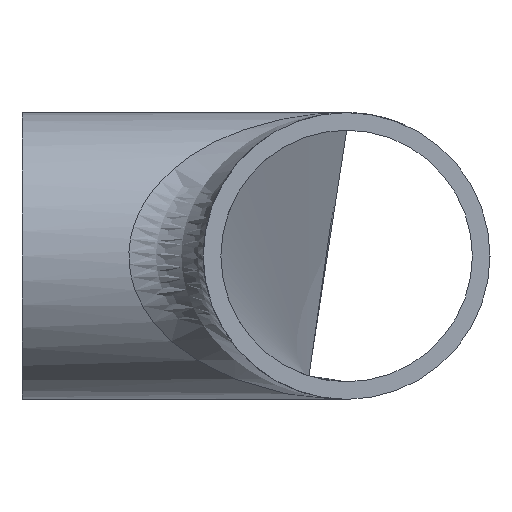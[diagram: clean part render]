
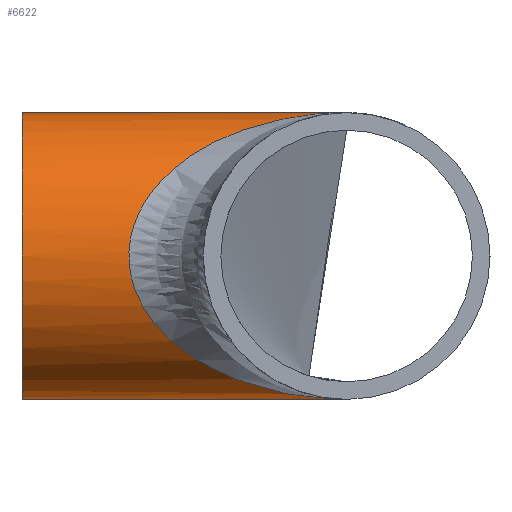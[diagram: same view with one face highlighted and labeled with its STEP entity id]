
A CAD part, left-side view. The second image highlights one B-rep face of the part: STEP entity #6622.
In plain terms, the highlighted cylindrical face has radius 21.2 mm (diameter 42.4 mm), a full revolution.
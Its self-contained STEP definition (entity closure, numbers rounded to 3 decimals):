
#54 = EDGE_CURVE ( 'NONE', #13078, #13078, #2145, .T. ) ;
#108 = CARTESIAN_POINT ( 'NONE',  ( 0., 0., -21.2 ) ) ;
#1299 = CARTESIAN_POINT ( 'NONE',  ( 0., 48., 21.2 ) ) ;
#1555 = VERTEX_POINT ( 'NONE', #3075 ) ;
#2145 = CIRCLE ( 'NONE', #12483, 21.2 ) ;
#2385 = CYLINDRICAL_SURFACE ( 'NONE', #11121, 21.2 ) ;
#3075 = CARTESIAN_POINT ( 'NONE',  ( 0., 0., 21.2 ) ) ;
#3079 = CARTESIAN_POINT ( 'NONE',  ( 0., 48., 0. ) ) ;
#3613 = ORIENTED_EDGE ( 'NONE', *, *, #4437, .T. ) ;
#4238 = CARTESIAN_POINT ( 'NONE',  ( 0., 48., 0. ) ) ;
#4437 = EDGE_CURVE ( 'NONE', #1555, #13907, #15349, .T. ) ;
#4634 = EDGE_CURVE ( 'NONE', #13907, #1555, #10298, .T. ) ;
#4796 = CARTESIAN_POINT ( 'NONE',  ( 42.4, 64.4, -21.2 ) ) ;
#5016 = ORIENTED_EDGE ( 'NONE', *, *, #54, .F. ) ;
#5393 = DIRECTION ( 'NONE',  ( 0., 1., 0. ) ) ;
#6317 = CARTESIAN_POINT ( 'NONE',  ( -42.4, 64.4, -21.2 ) ) ;
#6622 = ADVANCED_FACE ( 'NONE', ( #11652, #11275 ), #2385, .T. ) ;
#6672 = DIRECTION ( 'NONE',  ( 0., 0., 1. ) ) ;
#7897 = CARTESIAN_POINT ( 'NONE',  ( 0., 0., -21.2 ) ) ;
#7998 = DIRECTION ( 'NONE',  ( 0., -1., 0. ) ) ;
#8010 = ORIENTED_EDGE ( 'NONE', *, *, #4634, .T. ) ;
#8793 = CARTESIAN_POINT ( 'NONE',  ( 0., 0., 21.2 ) ) ;
#9890 = CARTESIAN_POINT ( 'NONE',  ( 0., 0., -21.2 ) ) ;
#10085 = CARTESIAN_POINT ( 'NONE',  ( -42.4, 64.4, 21.2 ) ) ;
#10298 =( BOUNDED_CURVE ( )  B_SPLINE_CURVE ( 3, ( #9890, #6317, #10085, #8793 ),
 .UNSPECIFIED., .F., .F. ) 
 B_SPLINE_CURVE_WITH_KNOTS ( ( 4, 4 ),
 ( 4.712, 7.854 ),
 .UNSPECIFIED. ) 
 CURVE ( )  GEOMETRIC_REPRESENTATION_ITEM ( )  RATIONAL_B_SPLINE_CURVE ( ( 1., 0.333, 0.333, 1. ) ) 
 REPRESENTATION_ITEM ( '' )  );
#10674 = CARTESIAN_POINT ( 'NONE',  ( 42.4, 64.4, 21.2 ) ) ;
#11121 = AXIS2_PLACEMENT_3D ( 'NONE', #3079, #7998, #11330 ) ;
#11275 = FACE_OUTER_BOUND ( 'NONE', #14814, .T. ) ;
#11330 = DIRECTION ( 'NONE',  ( 0., 0., -1. ) ) ;
#11652 = FACE_OUTER_BOUND ( 'NONE', #11859, .T. ) ;
#11760 = CARTESIAN_POINT ( 'NONE',  ( 0., 0., 21.2 ) ) ;
#11859 = EDGE_LOOP ( 'NONE', ( #8010, #3613 ) ) ;
#12483 = AXIS2_PLACEMENT_3D ( 'NONE', #4238, #5393, #6672 ) ;
#13078 = VERTEX_POINT ( 'NONE', #1299 ) ;
#13907 = VERTEX_POINT ( 'NONE', #7897 ) ;
#14814 = EDGE_LOOP ( 'NONE', ( #5016 ) ) ;
#15349 =( BOUNDED_CURVE ( )  B_SPLINE_CURVE ( 3, ( #11760, #10674, #4796, #108 ),
 .UNSPECIFIED., .F., .F. ) 
 B_SPLINE_CURVE_WITH_KNOTS ( ( 4, 4 ),
 ( 1.571, 4.712 ),
 .UNSPECIFIED. ) 
 CURVE ( )  GEOMETRIC_REPRESENTATION_ITEM ( )  RATIONAL_B_SPLINE_CURVE ( ( 1., 0.333, 0.333, 1. ) ) 
 REPRESENTATION_ITEM ( '' )  );
